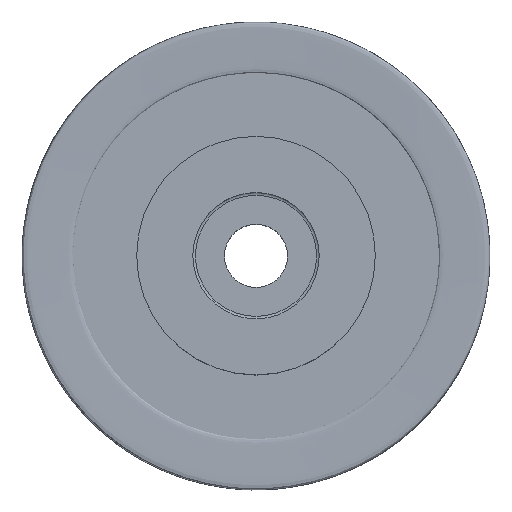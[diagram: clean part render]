
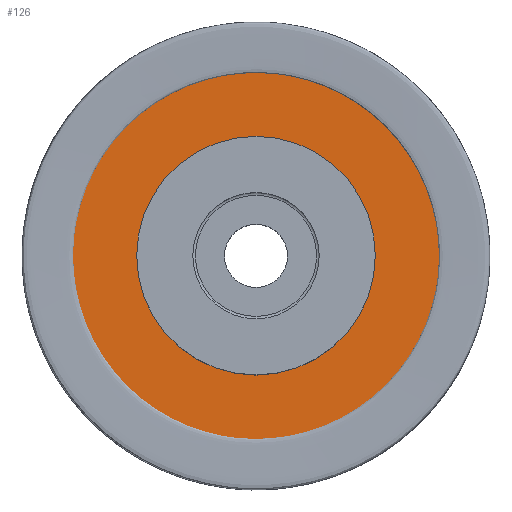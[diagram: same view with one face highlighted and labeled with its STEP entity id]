
A CAD part, top view. The second image highlights one B-rep face of the part: STEP entity #126.
In plain terms, the highlighted planar face has unit normal (0, 0, 1).
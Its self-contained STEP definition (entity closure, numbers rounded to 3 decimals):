
#126=ADVANCED_FACE('TB_SU_5',(#147,#148),#143,.T.);
#143=PLANE('',#411);
#147=FACE_BOUND('',#179,.T.);
#148=FACE_BOUND('',#180,.T.);
#179=EDGE_LOOP('',(#209));
#180=EDGE_LOOP('',(#210));
#209=ORIENTED_EDGE('',*,*,#256,.T.);
#210=ORIENTED_EDGE('',*,*,#257,.T.);
#239=VERTEX_POINT('',#559);
#240=VERTEX_POINT('',#561);
#256=EDGE_CURVE('',#239,#239,#271,.T.);
#257=EDGE_CURVE('',#240,#240,#272,.T.);
#271=CIRCLE('',#409,49.223);
#272=CIRCLE('',#410,24.);
#409=AXIS2_PLACEMENT_3D('',#558,#465,#466);
#410=AXIS2_PLACEMENT_3D('',#560,#467,#468);
#411=AXIS2_PLACEMENT_3D('',#562,#469,#470);
#465=DIRECTION('',(0.,0.,1.));
#466=DIRECTION('',(1.,0.,0.));
#467=DIRECTION('',(0.,0.,-1.));
#468=DIRECTION('',(1.,0.,0.));
#469=DIRECTION('',(0.,0.,1.));
#470=DIRECTION('',(1.,0.,0.));
#558=CARTESIAN_POINT('',(0.,0.,-35.6));
#559=CARTESIAN_POINT('',(49.223,0.,-35.6));
#560=CARTESIAN_POINT('',(0.,0.,-35.6));
#561=CARTESIAN_POINT('',(24.,0.,-35.6));
#562=CARTESIAN_POINT('',(0.,0.,-35.6));
